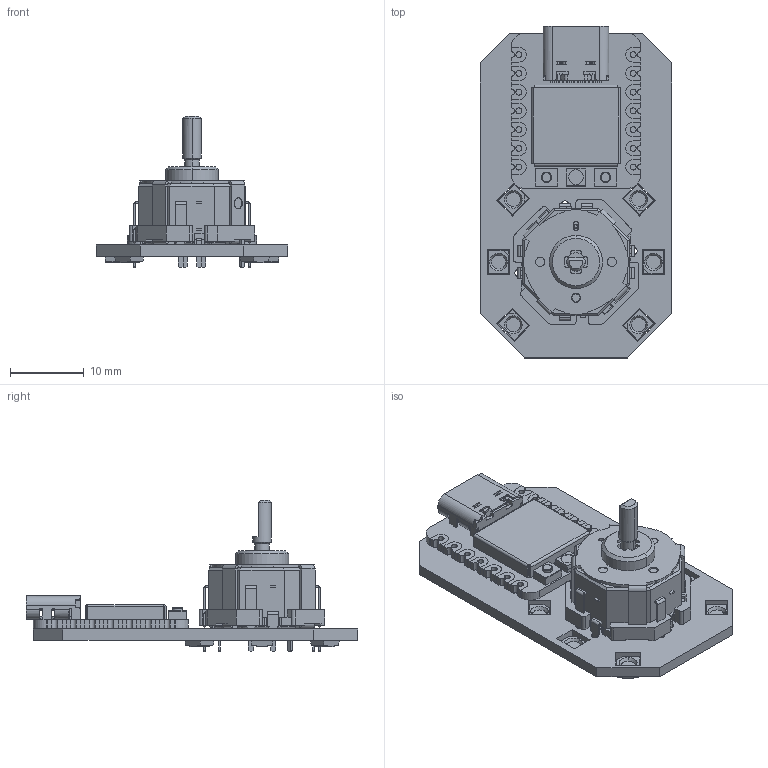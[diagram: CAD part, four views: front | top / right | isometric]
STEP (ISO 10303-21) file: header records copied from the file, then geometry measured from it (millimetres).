
FILE_DESCRIPTION(('KiCad electronic assembly'),'2;1');
FILE_NAME('knob.step','2025-07-31T00:58:25',('Pcbnew'),('Kicad'), 'Open CASCADE STEP processor 7.8','KiCad to STEP converter','Unknown' );
FILE_SCHEMA(('AUTOMOTIVE_DESIGN { 1 0 10303 214 1 1 1 1 }'));
Length unit declared in the file: millimetre
Products named in the file (5): knob 1; RKJXT1F42001--3DModel-STEP-269445; 102010428--3DModel-STEP-269445; SK6812-E--3DModel-STEP-269445; knob_PCB
Assembly tree (9 placements, depth 2):
  knob 1
    RKJXT1F42001--3DModel-STEP-269445
    102010428--3DModel-STEP-269445
    SK6812-E--3DModel-STEP-269445  x6
    knob_PCB
Bounding box: 26 x 45 x 20.6 mm (x, y, z)
Volume: 3971.1 mm3; surface area: 6565.6 mm2
Topology: 122 solids, 122 shells, 2196 faces, 5511 edges, 3574 vertices
Faces by surface type: plane 1633, cylinder 464, cone 80, torus 13, bspline 6
Full cylindrical faces by diameter (mm): 1 x11
Entity records: 58760 total; most frequent: CARTESIAN_POINT 10846, ORIENTED_EDGE 9772, DIRECTION 9626, EDGE_CURVE 4886, LINE 3878, VECTOR 3878, VERTEX_POINT 3164, AXIS2_PLACEMENT_3D 2874
